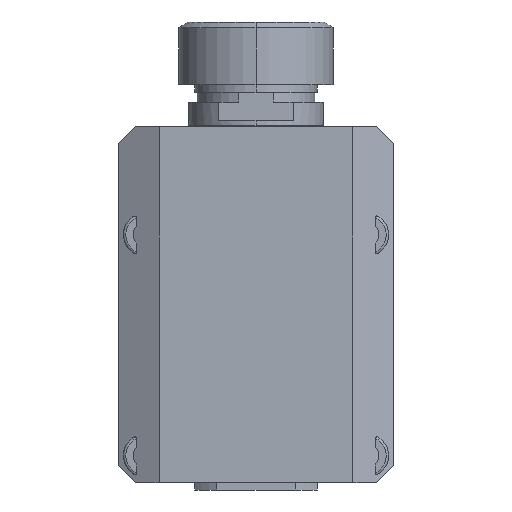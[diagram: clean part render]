
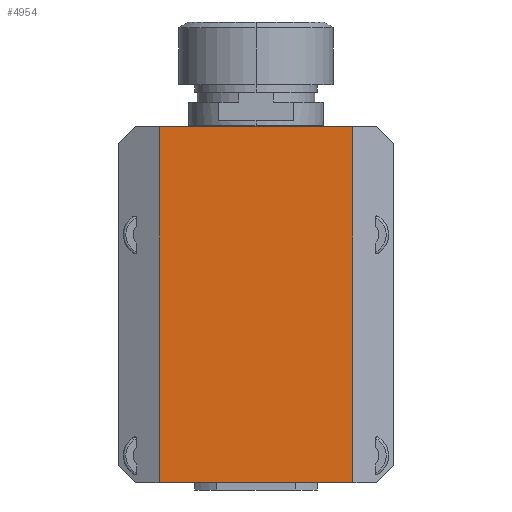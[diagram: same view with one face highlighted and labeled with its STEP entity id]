
A CAD part, left-side view. The second image highlights one B-rep face of the part: STEP entity #4954.
In plain terms, the highlighted planar face has unit normal (-1, 0, 0).
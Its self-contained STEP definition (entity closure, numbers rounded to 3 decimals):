
#920=DIRECTION('',(0.,0.,1.));
#921=VECTOR('',#920,145.);
#922=CARTESIAN_POINT('',(-99.5,39.5,-56.));
#923=LINE('',#922,#921);
#924=DIRECTION('',(0.,-1.,0.));
#925=VECTOR('',#924,79.);
#926=CARTESIAN_POINT('',(-99.5,39.5,89.));
#927=LINE('',#926,#925);
#928=DIRECTION('',(0.,0.,1.));
#929=VECTOR('',#928,145.);
#930=CARTESIAN_POINT('',(-99.5,-39.5,-56.));
#931=LINE('',#930,#929);
#932=DIRECTION('',(0.,1.,0.));
#933=VECTOR('',#932,79.);
#934=CARTESIAN_POINT('',(-99.5,-39.5,-56.));
#935=LINE('',#934,#933);
#3411=CARTESIAN_POINT('',(-99.5,39.5,-56.));
#3412=CARTESIAN_POINT('',(-99.5,39.5,89.));
#3413=VERTEX_POINT('',#3411);
#3414=VERTEX_POINT('',#3412);
#3415=CARTESIAN_POINT('',(-99.5,-39.5,-56.));
#3416=CARTESIAN_POINT('',(-99.5,-39.5,89.));
#3417=VERTEX_POINT('',#3415);
#3418=VERTEX_POINT('',#3416);
#4942=CARTESIAN_POINT('',(-99.5,0.,0.));
#4943=DIRECTION('',(1.,0.,0.));
#4944=DIRECTION('',(0.,1.,0.));
#4945=AXIS2_PLACEMENT_3D('',#4942,#4943,#4944);
#4946=PLANE('',#4945);
#4947=ORIENTED_EDGE('',*,*,#4894,.T.);
#4948=ORIENTED_EDGE('',*,*,#4461,.T.);
#4950=ORIENTED_EDGE('',*,*,#4949,.F.);
#4951=ORIENTED_EDGE('',*,*,#4715,.T.);
#4952=EDGE_LOOP('',(#4947,#4948,#4950,#4951));
#4953=FACE_OUTER_BOUND('',#4952,.F.);
#4954=ADVANCED_FACE('',(#4953),#4946,.F.);
#4461=EDGE_CURVE('',#3414,#3418,#927,.T.);
#4715=EDGE_CURVE('',#3417,#3413,#935,.T.);
#4894=EDGE_CURVE('',#3413,#3414,#923,.T.);
#4949=EDGE_CURVE('',#3417,#3418,#931,.T.);
